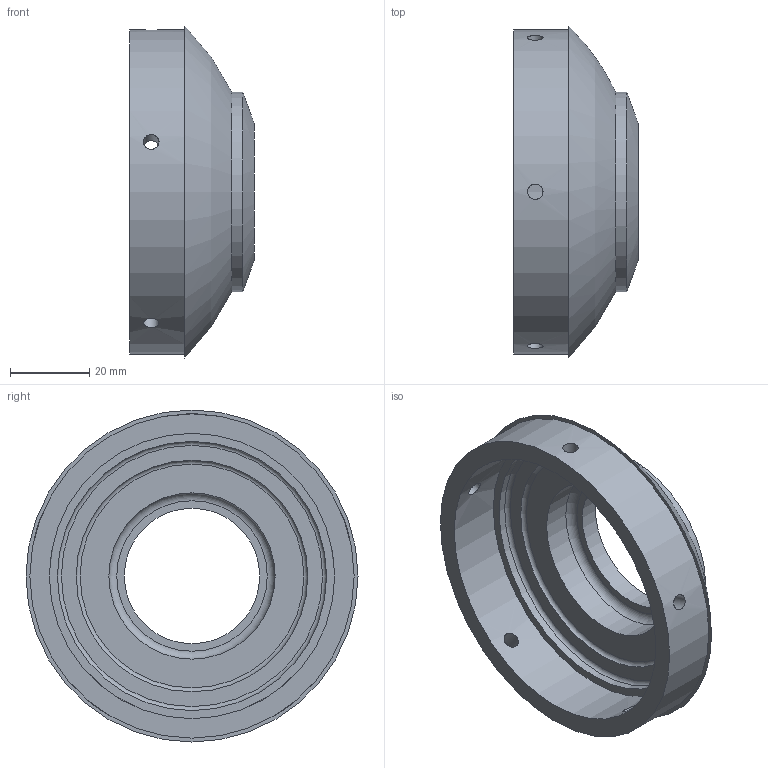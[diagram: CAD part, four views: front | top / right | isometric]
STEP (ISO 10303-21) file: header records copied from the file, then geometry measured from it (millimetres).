
FILE_DESCRIPTION(/* description */ (''),/* implementation_level */ '2;1');
FILE_NAME(/* name */ 'Omni-ball_hemisphere_upper_.step',/* time_stamp */ '2024-05-15T00:46:50+03:00',/* author */ (''),/* organization */ (''),/* preprocessor_version */ 'ST-DEVELOPER v20',/* originating_system */ 'Autodesk Translation Framework v12.20.1.177',/* authorisation */ '');
FILE_SCHEMA (('AUTOMOTIVE_DESIGN { 1 0 10303 214 3 1 1 }'));
Length unit declared in the file: millimetre
Products named in the file (2): Omni-ball_hemisphere_upper; Component2
Assembly tree (1 placements, depth 2):
  Omni-ball_hemisphere_upper
    Component2
Bounding box: 31.57 x 83.87 x 83.87 mm (x, y, z)
Volume: 41552.8 mm3; surface area: 19747.8 mm2
Topology: 1 solids, 1 shells, 22 faces, 55 edges, 40 vertices
Faces by surface type: cylinder 11, plane 6, torus 3, sphere 2
Full cylindrical faces by diameter (mm): 3.9 x5, 34.229 x1, 42 x1, 50.343 x1, 68 x1, 72.1 x1, 81.9 x1
Entity records: 1065 total; most frequent: CARTESIAN_POINT 465, ORIENTED_EDGE 110, DIRECTION 109, EDGE_CURVE 55, AXIS2_PLACEMENT_3D 49, VERTEX_POINT 40, EDGE_LOOP 39, CIRCLE 24
